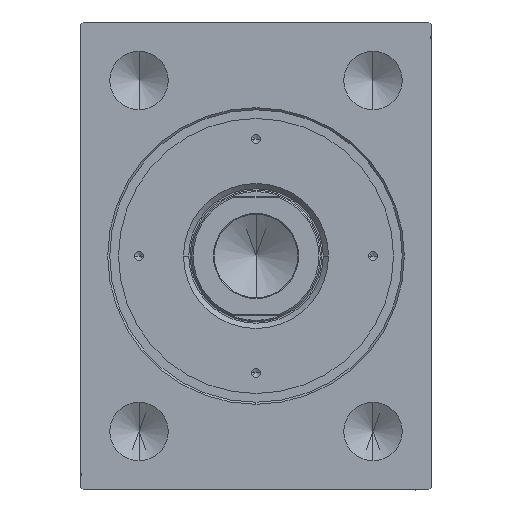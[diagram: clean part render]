
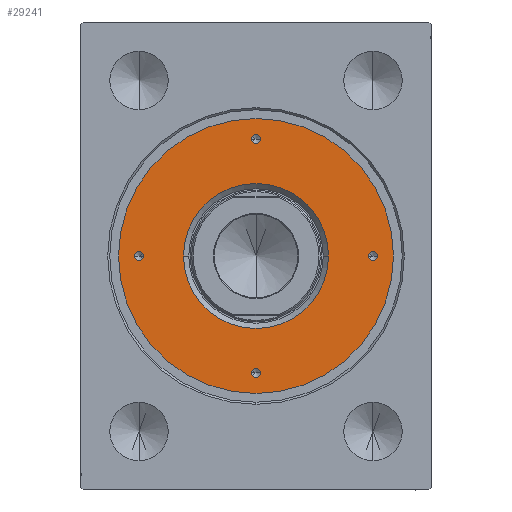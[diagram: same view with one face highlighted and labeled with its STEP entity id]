
A CAD part, left-side view. The second image highlights one B-rep face of the part: STEP entity #29241.
In plain terms, the highlighted face is planar.
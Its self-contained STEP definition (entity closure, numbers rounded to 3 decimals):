
#16 = EDGE_CURVE ( 'NONE', #15178, #40915, #9776, .T. ) ;
#399 = VERTEX_POINT ( 'NONE', #41634 ) ;
#672 = CARTESIAN_POINT ( 'NONE',  ( 47., 0., 14. ) ) ;
#1523 = ORIENTED_EDGE ( 'NONE', *, *, #16, .F. ) ;
#2186 = CARTESIAN_POINT ( 'NONE',  ( 0., 0., 14. ) ) ;
#3270 = EDGE_LOOP ( 'NONE', ( #5056, #1523 ) ) ;
#3318 = ORIENTED_EDGE ( 'NONE', *, *, #36130, .F. ) ;
#3458 = CARTESIAN_POINT ( 'NONE',  ( 24.8, 0., 14. ) ) ;
#4007 = VERTEX_POINT ( 'NONE', #5723 ) ;
#4570 = DIRECTION ( 'NONE',  ( 1., 0., 0. ) ) ;
#5056 = ORIENTED_EDGE ( 'NONE', *, *, #6578, .F. ) ;
#5087 = DIRECTION ( 'NONE',  ( 1., 0., 0. ) ) ;
#5551 = AXIS2_PLACEMENT_3D ( 'NONE', #7159, #17391, #26946 ) ;
#5723 = CARTESIAN_POINT ( 'NONE',  ( 1.5, 40., 14. ) ) ;
#5726 = FACE_BOUND ( 'NONE', #43719, .T. ) ;
#6578 = EDGE_CURVE ( 'NONE', #40915, #15178, #35298, .T. ) ;
#6825 = ORIENTED_EDGE ( 'NONE', *, *, #30617, .F. ) ;
#7159 = CARTESIAN_POINT ( 'NONE',  ( 0., 0., 14. ) ) ;
#7512 = EDGE_CURVE ( 'NONE', #29767, #4007, #8333, .T. ) ;
#7727 = CARTESIAN_POINT ( 'NONE',  ( 40., 0., 14. ) ) ;
#7925 = CARTESIAN_POINT ( 'NONE',  ( 0., 40., 14. ) ) ;
#8055 = CIRCLE ( 'NONE', #23661, 1.5 ) ;
#8067 = EDGE_CURVE ( 'NONE', #22495, #27875, #28209, .T. ) ;
#8192 = VERTEX_POINT ( 'NONE', #3458 ) ;
#8333 = CIRCLE ( 'NONE', #26098, 1.5 ) ;
#8414 = DIRECTION ( 'NONE',  ( 1., 0., 0. ) ) ;
#9514 = FACE_BOUND ( 'NONE', #33961, .T. ) ;
#9664 = CARTESIAN_POINT ( 'NONE',  ( -40., 0., 14. ) ) ;
#9728 = DIRECTION ( 'NONE',  ( 0., 0., 1. ) ) ;
#9776 = CIRCLE ( 'NONE', #36044, 1.5 ) ;
#9880 = DIRECTION ( 'NONE',  ( 0., 0., 1. ) ) ;
#10585 = ORIENTED_EDGE ( 'NONE', *, *, #10733, .T. ) ;
#10733 = EDGE_CURVE ( 'NONE', #8192, #23745, #16190, .T. ) ;
#11070 = ORIENTED_EDGE ( 'NONE', *, *, #7512, .F. ) ;
#12780 = AXIS2_PLACEMENT_3D ( 'NONE', #18426, #24652, #18653 ) ;
#12808 = EDGE_CURVE ( 'NONE', #23745, #8192, #36838, .T. ) ;
#13911 = EDGE_LOOP ( 'NONE', ( #33042, #32096 ) ) ;
#14980 = CARTESIAN_POINT ( 'NONE',  ( -47., 0., 14. ) ) ;
#15116 = CARTESIAN_POINT ( 'NONE',  ( -41.5, 0., 14. ) ) ;
#15178 = VERTEX_POINT ( 'NONE', #43221 ) ;
#15189 = AXIS2_PLACEMENT_3D ( 'NONE', #25306, #32407, #8414 ) ;
#15868 = CARTESIAN_POINT ( 'NONE',  ( 0., 40., 14. ) ) ;
#16190 = CIRCLE ( 'NONE', #5551, 24.8 ) ;
#17345 = AXIS2_PLACEMENT_3D ( 'NONE', #7727, #35057, #38624 ) ;
#17391 = DIRECTION ( 'NONE',  ( 0., 0., -1. ) ) ;
#18228 = DIRECTION ( 'NONE',  ( 0., 0., -1. ) ) ;
#18426 = CARTESIAN_POINT ( 'NONE',  ( 0., 0., 14. ) ) ;
#18608 = EDGE_LOOP ( 'NONE', ( #26926, #3318 ) ) ;
#18653 = DIRECTION ( 'NONE',  ( 1., 0., 0. ) ) ;
#18771 = CIRCLE ( 'NONE', #32924, 1.5 ) ;
#19303 = AXIS2_PLACEMENT_3D ( 'NONE', #21895, #22115, #21672 ) ;
#19306 = FACE_BOUND ( 'NONE', #18608, .T. ) ;
#19528 = EDGE_CURVE ( 'NONE', #42461, #33715, #39770, .T. ) ;
#19734 = PLANE ( 'NONE',  #43562 ) ;
#19958 = ORIENTED_EDGE ( 'NONE', *, *, #12808, .T. ) ;
#20145 = CIRCLE ( 'NONE', #15189, 47. ) ;
#20412 = EDGE_LOOP ( 'NONE', ( #10585, #19958 ) ) ;
#21672 = DIRECTION ( 'NONE',  ( 1., 0., 0. ) ) ;
#21744 = VERTEX_POINT ( 'NONE', #38236 ) ;
#21895 = CARTESIAN_POINT ( 'NONE',  ( 40., 0., 14. ) ) ;
#22115 = DIRECTION ( 'NONE',  ( 0., 0., 1. ) ) ;
#22165 = DIRECTION ( 'NONE',  ( 0., 0., 1. ) ) ;
#22420 = DIRECTION ( 'NONE',  ( 1., 0., 0. ) ) ;
#22495 = VERTEX_POINT ( 'NONE', #15116 ) ;
#23661 = AXIS2_PLACEMENT_3D ( 'NONE', #9664, #9880, #24535 ) ;
#23745 = VERTEX_POINT ( 'NONE', #32129 ) ;
#24535 = DIRECTION ( 'NONE',  ( 1., 0., 0. ) ) ;
#24652 = DIRECTION ( 'NONE',  ( 0., 0., 1. ) ) ;
#24948 = EDGE_CURVE ( 'NONE', #399, #21744, #34890, .T. ) ;
#25260 = CARTESIAN_POINT ( 'NONE',  ( -1.5, 40., 14. ) ) ;
#25306 = CARTESIAN_POINT ( 'NONE',  ( 0., 0., 14. ) ) ;
#25740 = CARTESIAN_POINT ( 'NONE',  ( -40., 0., 14. ) ) ;
#26098 = AXIS2_PLACEMENT_3D ( 'NONE', #15868, #29424, #42992 ) ;
#26230 = CARTESIAN_POINT ( 'NONE',  ( -38.5, 0., 14. ) ) ;
#26926 = ORIENTED_EDGE ( 'NONE', *, *, #24948, .F. ) ;
#26946 = DIRECTION ( 'NONE',  ( 1., 0., 0. ) ) ;
#27875 = VERTEX_POINT ( 'NONE', #26230 ) ;
#28209 = CIRCLE ( 'NONE', #36711, 1.5 ) ;
#28448 = DIRECTION ( 'NONE',  ( 1., 0., 0. ) ) ;
#29241 = ADVANCED_FACE ( 'NONE', ( #9514, #5726, #19306, #32839, #40182, #36621 ), #19734, .T. ) ;
#29424 = DIRECTION ( 'NONE',  ( 0., 0., 1. ) ) ;
#29767 = VERTEX_POINT ( 'NONE', #25260 ) ;
#30617 = EDGE_CURVE ( 'NONE', #4007, #29767, #18771, .T. ) ;
#31538 = DIRECTION ( 'NONE',  ( 0., 0., 1. ) ) ;
#32096 = ORIENTED_EDGE ( 'NONE', *, *, #19528, .T. ) ;
#32129 = CARTESIAN_POINT ( 'NONE',  ( -24.8, 0., 14. ) ) ;
#32142 = DIRECTION ( 'NONE',  ( 0., 0., 1. ) ) ;
#32351 = CARTESIAN_POINT ( 'NONE',  ( 1.5, -40., 14. ) ) ;
#32407 = DIRECTION ( 'NONE',  ( 0., 0., 1. ) ) ;
#32623 = DIRECTION ( 'NONE',  ( 1., 0., 0. ) ) ;
#32839 = FACE_BOUND ( 'NONE', #3270, .T. ) ;
#32924 = AXIS2_PLACEMENT_3D ( 'NONE', #7925, #32142, #4570 ) ;
#33042 = ORIENTED_EDGE ( 'NONE', *, *, #41554, .T. ) ;
#33274 = CARTESIAN_POINT ( 'NONE',  ( 0., 0., 14. ) ) ;
#33715 = VERTEX_POINT ( 'NONE', #14980 ) ;
#33893 = AXIS2_PLACEMENT_3D ( 'NONE', #41341, #31538, #5087 ) ;
#33961 = EDGE_LOOP ( 'NONE', ( #38066, #40169 ) ) ;
#34890 = CIRCLE ( 'NONE', #19303, 1.5 ) ;
#35057 = DIRECTION ( 'NONE',  ( 0., 0., 1. ) ) ;
#35298 = CIRCLE ( 'NONE', #33893, 1.5 ) ;
#35701 = DIRECTION ( 'NONE',  ( 1., 0., 0. ) ) ;
#36044 = AXIS2_PLACEMENT_3D ( 'NONE', #39038, #22165, #35701 ) ;
#36130 = EDGE_CURVE ( 'NONE', #21744, #399, #36512, .T. ) ;
#36512 = CIRCLE ( 'NONE', #17345, 1.5 ) ;
#36621 = FACE_OUTER_BOUND ( 'NONE', #13911, .T. ) ;
#36711 = AXIS2_PLACEMENT_3D ( 'NONE', #25740, #39291, #22420 ) ;
#36838 = CIRCLE ( 'NONE', #37562, 24.8 ) ;
#37562 = AXIS2_PLACEMENT_3D ( 'NONE', #2186, #18228, #28448 ) ;
#38066 = ORIENTED_EDGE ( 'NONE', *, *, #41024, .F. ) ;
#38236 = CARTESIAN_POINT ( 'NONE',  ( 38.5, 0., 14. ) ) ;
#38624 = DIRECTION ( 'NONE',  ( 1., 0., 0. ) ) ;
#39038 = CARTESIAN_POINT ( 'NONE',  ( 0., -40., 14. ) ) ;
#39291 = DIRECTION ( 'NONE',  ( 0., 0., 1. ) ) ;
#39770 = CIRCLE ( 'NONE', #12780, 47. ) ;
#40169 = ORIENTED_EDGE ( 'NONE', *, *, #8067, .F. ) ;
#40182 = FACE_BOUND ( 'NONE', #20412, .T. ) ;
#40915 = VERTEX_POINT ( 'NONE', #32351 ) ;
#41024 = EDGE_CURVE ( 'NONE', #27875, #22495, #8055, .T. ) ;
#41341 = CARTESIAN_POINT ( 'NONE',  ( 0., -40., 14. ) ) ;
#41554 = EDGE_CURVE ( 'NONE', #33715, #42461, #20145, .T. ) ;
#41634 = CARTESIAN_POINT ( 'NONE',  ( 41.5, 0., 14. ) ) ;
#42461 = VERTEX_POINT ( 'NONE', #672 ) ;
#42992 = DIRECTION ( 'NONE',  ( 1., 0., 0. ) ) ;
#43221 = CARTESIAN_POINT ( 'NONE',  ( -1.5, -40., 14. ) ) ;
#43562 = AXIS2_PLACEMENT_3D ( 'NONE', #33274, #9728, #32623 ) ;
#43719 = EDGE_LOOP ( 'NONE', ( #6825, #11070 ) ) ;
